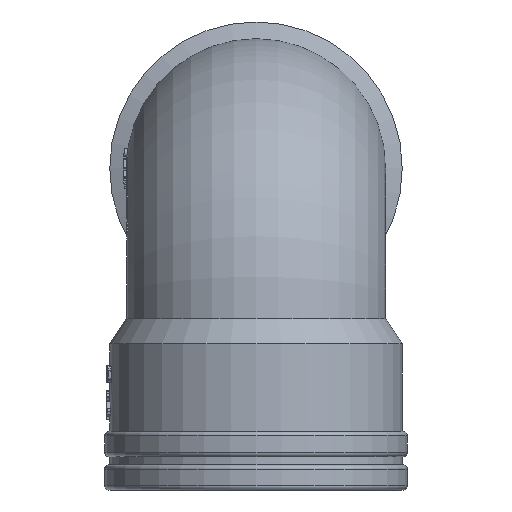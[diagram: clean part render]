
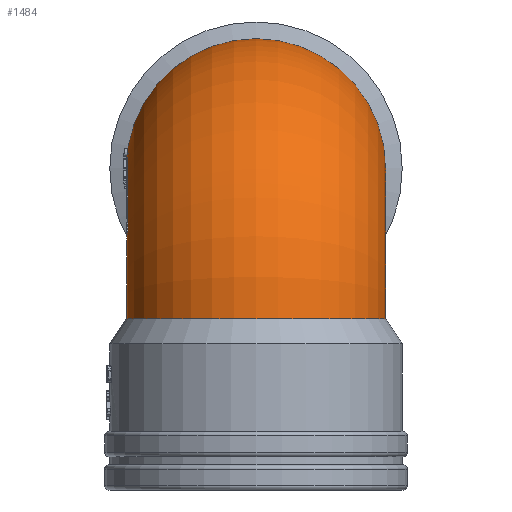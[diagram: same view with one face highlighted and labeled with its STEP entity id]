
A CAD part, front view. The second image highlights one B-rep face of the part: STEP entity #1484.
In plain terms, the highlighted toroidal (fillet/blend) face has major radius 18.18 mm and minor radius 15.655 mm.
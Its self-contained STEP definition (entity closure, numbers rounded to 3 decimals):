
#1467=TOROIDAL_SURFACE('',#10033,18.18,15.655);
#1484=ADVANCED_FACE('',(#2195,#2196,#2197),#1467,.T.);
#2040=CIRCLE('',#9771,15.655);
#2064=CIRCLE('',#10030,15.375);
#2065=CIRCLE('',#10031,20.472);
#2066=CIRCLE('',#10032,15.655);
#2195=FACE_BOUND('',#2296,.T.);
#2196=FACE_BOUND('',#2297,.T.);
#2197=FACE_BOUND('',#2298,.T.);
#2296=EDGE_LOOP('',(#4365,#4366,#4367,#4368,#4369,#4370,#4371,#4372));
#2297=EDGE_LOOP('',(#4373));
#2298=EDGE_LOOP('',(#4374));
#3829=B_SPLINE_CURVE_WITH_KNOTS('',3,(#14557,#14558,#14559,#14560,#14561,
#14562,#14563,#14564,#14565,#14566,#14567,#14568,#14569,#14570,#14571,#14572),
 .UNSPECIFIED.,.F.,.F.,(4,3,3,3,3,4),(0.,0.226,0.452,
0.677,0.9,1.),.UNSPECIFIED.);
#3830=B_SPLINE_CURVE_WITH_KNOTS('',3,(#14575,#14576,#14577,#14578),
 .UNSPECIFIED.,.F.,.F.,(4,4),(0.,1.),.UNSPECIFIED.);
#3831=B_SPLINE_CURVE_WITH_KNOTS('',3,(#14580,#14581,#14582,#14583,#14584,
#14585,#14586,#14587,#14588,#14589,#14590,#14591,#14592,#14593,#14594,#14595),
 .UNSPECIFIED.,.F.,.F.,(4,3,3,3,3,4),(0.,0.2,0.4,
0.602,0.808,1.),.UNSPECIFIED.);
#3832=B_SPLINE_CURVE_WITH_KNOTS('',3,(#14599,#14600,#14601,#14602,#14603,
#14604,#14605,#14606,#14607,#14608,#14609,#14610,#14611,#14612,#14613,#14614,
#14615,#14616,#14617),.UNSPECIFIED.,.F.,.F.,(4,3,3,3,3,3,4),(0.,0.194,
0.388,0.582,0.776,0.965,
1.),.UNSPECIFIED.);
#3833=B_SPLINE_CURVE_WITH_KNOTS('',3,(#14619,#14620,#14621,#14622),
 .UNSPECIFIED.,.F.,.F.,(4,4),(0.,1.),.UNSPECIFIED.);
#3834=B_SPLINE_CURVE_WITH_KNOTS('',3,(#14624,#14625,#14626,#14627,#14628,
#14629,#14630,#14631,#14632,#14633,#14634,#14635,#14636,#14637,#14638,#14639),
 .UNSPECIFIED.,.F.,.F.,(4,3,3,3,3,4),(0.,0.237,0.474,
0.712,0.954,1.),.UNSPECIFIED.);
#4365=ORIENTED_EDGE('',*,*,#8152,.F.);
#4366=ORIENTED_EDGE('',*,*,#8153,.F.);
#4367=ORIENTED_EDGE('',*,*,#8154,.F.);
#4368=ORIENTED_EDGE('',*,*,#8155,.T.);
#4369=ORIENTED_EDGE('',*,*,#8156,.F.);
#4370=ORIENTED_EDGE('',*,*,#8157,.F.);
#4371=ORIENTED_EDGE('',*,*,#8158,.F.);
#4372=ORIENTED_EDGE('',*,*,#8159,.F.);
#4373=ORIENTED_EDGE('',*,*,#8160,.F.);
#4374=ORIENTED_EDGE('',*,*,#7862,.T.);
#6891=VERTEX_POINT('',#13846);
#7181=VERTEX_POINT('',#14573);
#7182=VERTEX_POINT('',#14574);
#7183=VERTEX_POINT('',#14579);
#7184=VERTEX_POINT('',#14596);
#7185=VERTEX_POINT('',#14598);
#7186=VERTEX_POINT('',#14618);
#7187=VERTEX_POINT('',#14623);
#7188=VERTEX_POINT('',#14640);
#7189=VERTEX_POINT('',#14643);
#7862=EDGE_CURVE('',#6891,#6891,#2040,.T.);
#8152=EDGE_CURVE('',#7181,#7182,#3829,.T.);
#8153=EDGE_CURVE('',#7183,#7181,#3830,.T.);
#8154=EDGE_CURVE('',#7184,#7183,#3831,.T.);
#8155=EDGE_CURVE('',#7184,#7185,#2064,.T.);
#8156=EDGE_CURVE('',#7186,#7185,#3832,.T.);
#8157=EDGE_CURVE('',#7187,#7186,#3833,.T.);
#8158=EDGE_CURVE('',#7188,#7187,#3834,.T.);
#8159=EDGE_CURVE('',#7182,#7188,#2065,.T.);
#8160=EDGE_CURVE('',#7189,#7189,#2066,.T.);
#9771=AXIS2_PLACEMENT_3D('',#13845,#10921,#10922);
#10030=AXIS2_PLACEMENT_3D('',#14597,#11454,#11455);
#10031=AXIS2_PLACEMENT_3D('',#14641,#11456,#11457);
#10032=AXIS2_PLACEMENT_3D('',#14642,#11458,#11459);
#10033=AXIS2_PLACEMENT_3D('',#14644,#11460,#11461);
#10921=DIRECTION('',(0.,-1.,0.));
#10922=DIRECTION('',(-1.,0.,0.));
#11454=DIRECTION('',(-1.,0.,0.));
#11455=DIRECTION('',(0.,1.,0.));
#11456=DIRECTION('',(-1.,0.,0.));
#11457=DIRECTION('',(0.,1.,0.));
#11458=DIRECTION('',(0.,0.,-1.));
#11459=DIRECTION('',(1.,0.,0.));
#11460=DIRECTION('',(-1.,0.,0.));
#11461=DIRECTION('',(0.,1.,0.));
#13845=CARTESIAN_POINT('',(0.,-1378.82,38.38));
#13846=CARTESIAN_POINT('',(-15.655,-1378.82,38.38));
#14557=CARTESIAN_POINT('',(-15.637,-1395.336,29.468));
#14558=CARTESIAN_POINT('',(-15.627,-1395.489,29.587));
#14559=CARTESIAN_POINT('',(-15.615,-1395.623,29.733));
#14560=CARTESIAN_POINT('',(-15.6,-1395.727,29.895));
#14561=CARTESIAN_POINT('',(-15.586,-1395.832,30.057));
#14562=CARTESIAN_POINT('',(-15.569,-1395.91,30.239));
#14563=CARTESIAN_POINT('',(-15.554,-1395.954,30.426));
#14564=CARTESIAN_POINT('',(-15.539,-1395.999,30.613));
#14565=CARTESIAN_POINT('',(-15.524,-1396.012,30.811));
#14566=CARTESIAN_POINT('',(-15.513,-1395.991,31.003));
#14567=CARTESIAN_POINT('',(-15.501,-1395.97,31.192));
#14568=CARTESIAN_POINT('',(-15.493,-1395.917,31.38));
#14569=CARTESIAN_POINT('',(-15.489,-1395.834,31.552));
#14570=CARTESIAN_POINT('',(-15.487,-1395.797,31.63));
#14571=CARTESIAN_POINT('',(-15.486,-1395.753,31.706));
#14572=CARTESIAN_POINT('',(-15.486,-1395.704,31.778));
#14573=CARTESIAN_POINT('',(-15.637,-1395.336,29.468));
#14574=CARTESIAN_POINT('',(-15.486,-1395.704,31.778));
#14575=CARTESIAN_POINT('',(-15.63,-1394.024,28.442));
#14576=CARTESIAN_POINT('',(-15.661,-1394.46,28.785));
#14577=CARTESIAN_POINT('',(-15.663,-1394.898,29.128));
#14578=CARTESIAN_POINT('',(-15.637,-1395.336,29.468));
#14579=CARTESIAN_POINT('',(-15.63,-1394.024,28.442));
#14580=CARTESIAN_POINT('',(-15.402,-1391.555,28.814));
#14581=CARTESIAN_POINT('',(-15.402,-1391.66,28.66));
#14582=CARTESIAN_POINT('',(-15.408,-1391.792,28.521));
#14583=CARTESIAN_POINT('',(-15.42,-1391.941,28.409));
#14584=CARTESIAN_POINT('',(-15.432,-1392.089,28.298));
#14585=CARTESIAN_POINT('',(-15.449,-1392.259,28.21));
#14586=CARTESIAN_POINT('',(-15.468,-1392.435,28.154));
#14587=CARTESIAN_POINT('',(-15.488,-1392.614,28.096));
#14588=CARTESIAN_POINT('',(-15.51,-1392.804,28.069));
#14589=CARTESIAN_POINT('',(-15.531,-1392.991,28.072));
#14590=CARTESIAN_POINT('',(-15.552,-1393.183,28.076));
#14591=CARTESIAN_POINT('',(-15.573,-1393.376,28.113));
#14592=CARTESIAN_POINT('',(-15.59,-1393.556,28.18));
#14593=CARTESIAN_POINT('',(-15.606,-1393.723,28.242));
#14594=CARTESIAN_POINT('',(-15.62,-1393.883,28.332));
#14595=CARTESIAN_POINT('',(-15.63,-1394.024,28.442));
#14596=CARTESIAN_POINT('',(-15.402,-1391.555,28.814));
#14597=CARTESIAN_POINT('',(-15.402,-1378.82,20.2));
#14598=CARTESIAN_POINT('',(-15.402,-1384.642,34.43));
#14599=CARTESIAN_POINT('',(-15.64,-1383.876,36.946));
#14600=CARTESIAN_POINT('',(-15.632,-1383.77,36.784));
#14601=CARTESIAN_POINT('',(-15.62,-1383.69,36.601));
#14602=CARTESIAN_POINT('',(-15.604,-1383.644,36.414));
#14603=CARTESIAN_POINT('',(-15.588,-1383.598,36.226));
#14604=CARTESIAN_POINT('',(-15.569,-1383.583,36.028));
#14605=CARTESIAN_POINT('',(-15.548,-1383.602,35.836));
#14606=CARTESIAN_POINT('',(-15.527,-1383.62,35.644));
#14607=CARTESIAN_POINT('',(-15.504,-1383.672,35.452));
#14608=CARTESIAN_POINT('',(-15.483,-1383.753,35.277));
#14609=CARTESIAN_POINT('',(-15.462,-1383.835,35.103));
#14610=CARTESIAN_POINT('',(-15.442,-1383.948,34.94));
#14611=CARTESIAN_POINT('',(-15.428,-1384.083,34.803));
#14612=CARTESIAN_POINT('',(-15.414,-1384.216,34.669));
#14613=CARTESIAN_POINT('',(-15.405,-1384.375,34.556));
#14614=CARTESIAN_POINT('',(-15.402,-1384.545,34.473));
#14615=CARTESIAN_POINT('',(-15.402,-1384.577,34.458));
#14616=CARTESIAN_POINT('',(-15.402,-1384.61,34.443));
#14617=CARTESIAN_POINT('',(-15.402,-1384.642,34.43));
#14618=CARTESIAN_POINT('',(-15.64,-1383.876,36.946));
#14619=CARTESIAN_POINT('',(-15.627,-1384.795,38.363));
#14620=CARTESIAN_POINT('',(-15.659,-1384.49,37.891));
#14621=CARTESIAN_POINT('',(-15.664,-1384.183,37.417));
#14622=CARTESIAN_POINT('',(-15.64,-1383.876,36.946));
#14623=CARTESIAN_POINT('',(-15.627,-1384.795,38.363));
#14624=CARTESIAN_POINT('',(-15.486,-1386.898,39.011));
#14625=CARTESIAN_POINT('',(-15.486,-1386.725,39.085));
#14626=CARTESIAN_POINT('',(-15.491,-1386.536,39.131));
#14627=CARTESIAN_POINT('',(-15.499,-1386.349,39.144));
#14628=CARTESIAN_POINT('',(-15.507,-1386.161,39.158));
#14629=CARTESIAN_POINT('',(-15.519,-1385.968,39.139));
#14630=CARTESIAN_POINT('',(-15.533,-1385.787,39.09));
#14631=CARTESIAN_POINT('',(-15.546,-1385.605,39.04));
#14632=CARTESIAN_POINT('',(-15.562,-1385.428,38.959));
#14633=CARTESIAN_POINT('',(-15.577,-1385.272,38.853));
#14634=CARTESIAN_POINT('',(-15.593,-1385.114,38.745));
#14635=CARTESIAN_POINT('',(-15.608,-1384.972,38.609));
#14636=CARTESIAN_POINT('',(-15.62,-1384.858,38.455));
#14637=CARTESIAN_POINT('',(-15.622,-1384.836,38.425));
#14638=CARTESIAN_POINT('',(-15.625,-1384.815,38.394));
#14639=CARTESIAN_POINT('',(-15.627,-1384.795,38.363));
#14640=CARTESIAN_POINT('',(-15.486,-1386.898,39.011));
#14641=CARTESIAN_POINT('',(-15.486,-1378.82,20.2));
#14642=CARTESIAN_POINT('',(0.,-1397.,20.2));
#14643=CARTESIAN_POINT('',(15.655,-1397.,20.2));
#14644=CARTESIAN_POINT('',(0.,-1378.82,20.2));
